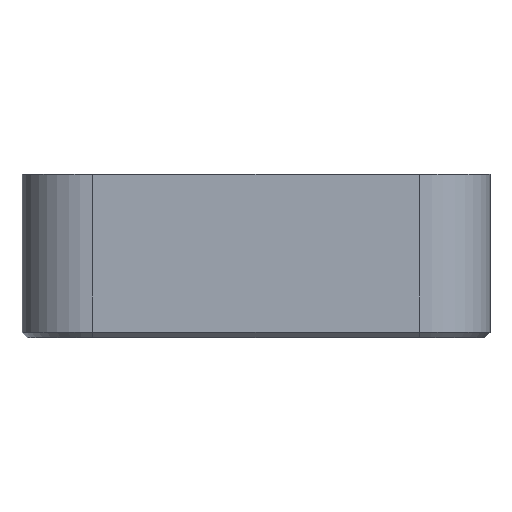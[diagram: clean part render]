
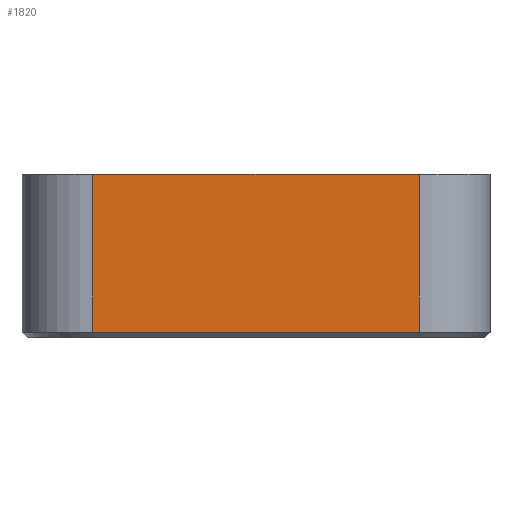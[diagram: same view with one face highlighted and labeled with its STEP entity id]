
A CAD part, front view. The second image highlights one B-rep face of the part: STEP entity #1820.
In plain terms, the highlighted planar face has unit normal (0, -1, 0).
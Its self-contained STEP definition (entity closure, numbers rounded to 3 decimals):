
#222=FACE_OUTER_BOUND('',#323,.T.);
#323=EDGE_LOOP('',(#1499,#1500,#1501,#1502));
#458=LINE('',#2884,#642);
#509=LINE('',#3033,#693);
#511=LINE('',#3039,#695);
#512=LINE('',#3040,#696);
#642=VECTOR('',#2306,10.);
#693=VECTOR('',#2463,10.);
#695=VECTOR('',#2469,10.);
#696=VECTOR('',#2470,10.);
#836=VERTEX_POINT('',#2874);
#838=VERTEX_POINT('',#2880);
#884=VERTEX_POINT('',#3032);
#886=VERTEX_POINT('',#3038);
#1046=EDGE_CURVE('',#836,#838,#458,.T.);
#1121=EDGE_CURVE('',#838,#884,#509,.T.);
#1124=EDGE_CURVE('',#836,#886,#511,.T.);
#1125=EDGE_CURVE('',#884,#886,#512,.T.);
#1499=ORIENTED_EDGE('',*,*,#1046,.F.);
#1500=ORIENTED_EDGE('',*,*,#1124,.T.);
#1501=ORIENTED_EDGE('',*,*,#1125,.F.);
#1502=ORIENTED_EDGE('',*,*,#1121,.F.);
#1733=PLANE('',#1995);
#1820=ADVANCED_FACE('',(#222),#1733,.T.);
#1995=AXIS2_PLACEMENT_3D('',#3037,#2467,#2468);
#2306=DIRECTION('',(-1.,0.,0.));
#2463=DIRECTION('',(0.,0.,1.));
#2467=DIRECTION('center_axis',(0.,-1.,0.));
#2468=DIRECTION('ref_axis',(1.,0.,0.));
#2469=DIRECTION('',(0.,0.,1.));
#2470=DIRECTION('',(1.,0.,0.));
#2874=CARTESIAN_POINT('',(15.,-21.5,0.5));
#2880=CARTESIAN_POINT('',(-15.,-21.5,0.5));
#2884=CARTESIAN_POINT('',(-7.5,-21.5,0.5));
#3032=CARTESIAN_POINT('',(-15.,-21.5,15.));
#3033=CARTESIAN_POINT('',(-15.,-21.5,0.));
#3037=CARTESIAN_POINT('Origin',(-15.,-21.5,0.));
#3038=CARTESIAN_POINT('',(15.,-21.5,15.));
#3039=CARTESIAN_POINT('',(15.,-21.5,0.));
#3040=CARTESIAN_POINT('',(15.,-21.5,15.));
